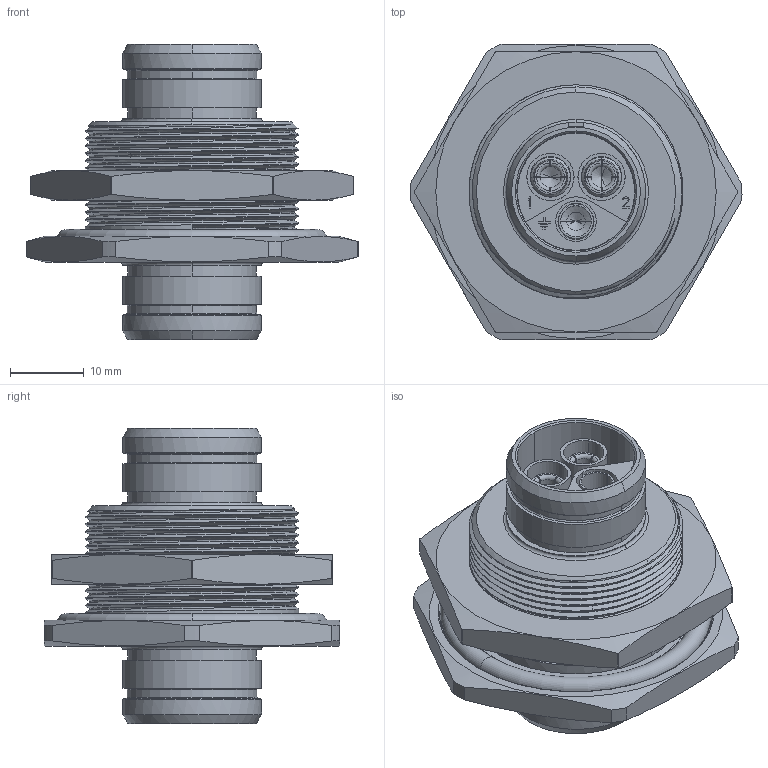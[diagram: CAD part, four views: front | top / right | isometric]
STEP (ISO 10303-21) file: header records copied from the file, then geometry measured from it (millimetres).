
FILE_DESCRIPTION((''),'2;1');
FILE_NAME('1331EE303MF_SW0001','2013-04-23T',('fabiensiebert'),('NET'),'PRO/ENGINEER BY PARAMETRIC TECHNOLOGY CORPORATION, 2010280','PRO/ENGINEER BY PARAMETRIC TECHNOLOGY CORPORATION, 2010280','');
FILE_SCHEMA(('AUTOMOTIVE_DESIGN_CC2 { 1 2 10303 214 -1 1 5 2 }'));
Length unit declared in the file: millimetre
Products named in the file (1): 1331EE303MF_SW0001
Bounding box: 44.99 x 40 x 40 mm (x, y, z)
Volume: 19347.2 mm3; surface area: 15459.9 mm2
Topology: 2 solids, 2 shells, 484 faces, 1210 edges, 763 vertices
Faces by surface type: plane 203, cylinder 124, cone 86, torus 44, bspline 27
Entity records: 26697 total; most frequent: CARTESIAN_POINT 11997, ORIENTED_EDGE 2408, DIRECTION 2254, EDGE_CURVE 1204, AXIS2_PLACEMENT_3D 854, VERTEX_POINT 763, VECTOR 546, LINE 546
